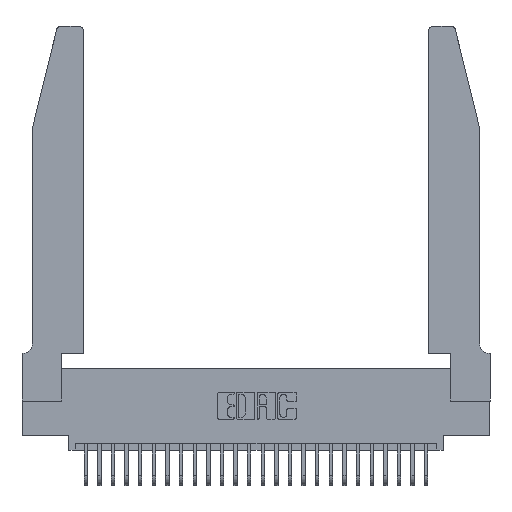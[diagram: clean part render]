
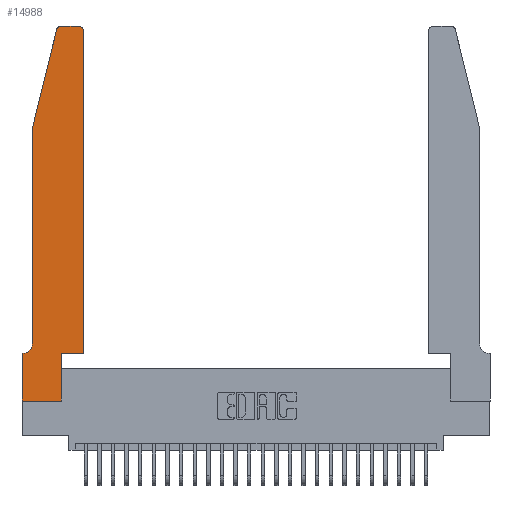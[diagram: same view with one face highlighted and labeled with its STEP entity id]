
A CAD part, top view. The second image highlights one B-rep face of the part: STEP entity #14988.
In plain terms, the highlighted planar face has unit normal (0, 0, 1).
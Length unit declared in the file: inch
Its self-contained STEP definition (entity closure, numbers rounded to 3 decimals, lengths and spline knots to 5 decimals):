
#141 = DIRECTION ( 'NONE',  ( -1., 0., 0. ) ) ;
#450 = VECTOR ( 'NONE', #18774, 39.37008 ) ;
#1467 = PLANE ( 'NONE',  #22903 ) ;
#1647 = CARTESIAN_POINT ( 'NONE',  ( 0.2865, 0.35, 0.37 ) ) ;
#1679 = ORIENTED_EDGE ( 'NONE', *, *, #14158, .T. ) ;
#2280 = EDGE_CURVE ( 'NONE', #26190, #10702, #9020, .T. ) ;
#2603 = CARTESIAN_POINT ( 'NONE',  ( 0.0755, 2., 0.37 ) ) ;
#2637 = CARTESIAN_POINT ( 'NONE',  ( 0.2865, 0.35, 0.37 ) ) ;
#2677 = CIRCLE ( 'NONE', #19306, 0.03 ) ;
#3530 = EDGE_LOOP ( 'NONE', ( #7988, #9007, #9049, #1679, #8800, #17857, #20485, #8429, #25446, #8097, #9882, #23965 ) ) ;
#3569 = DIRECTION ( 'NONE',  ( 0., 0., 1. ) ) ;
#3580 = VECTOR ( 'NONE', #5494, 39.37008 ) ;
#3741 = DIRECTION ( 'NONE',  ( 0., 1., 0. ) ) ;
#3990 = EDGE_CURVE ( 'NONE', #4675, #26190, #16772, .T. ) ;
#4675 = VERTEX_POINT ( 'NONE', #14141 ) ;
#4922 = LINE ( 'NONE', #14512, #20066 ) ;
#5012 = EDGE_CURVE ( 'NONE', #5392, #4675, #24458, .T. ) ;
#5382 = CARTESIAN_POINT ( 'NONE',  ( 0.2605, 2.75, 0.37 ) ) ;
#5392 = VERTEX_POINT ( 'NONE', #11469 ) ;
#5494 = DIRECTION ( 'NONE',  ( 0., -1., 0. ) ) ;
#5913 = VERTEX_POINT ( 'NONE', #17846 ) ;
#6144 = CARTESIAN_POINT ( 'NONE',  ( 0., 0.35, 0.37 ) ) ;
#6310 = DIRECTION ( 'NONE',  ( 1., 0., 0. ) ) ;
#7127 = CARTESIAN_POINT ( 'NONE',  ( 0., 0., 0.37 ) ) ;
#7168 = FACE_OUTER_BOUND ( 'NONE', #3530, .T. ) ;
#7402 = CARTESIAN_POINT ( 'NONE',  ( 0., 0., 0.37 ) ) ;
#7489 = AXIS2_PLACEMENT_3D ( 'NONE', #24828, #12472, #141 ) ;
#7574 = CARTESIAN_POINT ( 'NONE',  ( 0.25487, 2.72718, 0.37 ) ) ;
#7988 = ORIENTED_EDGE ( 'NONE', *, *, #17507, .T. ) ;
#8097 = ORIENTED_EDGE ( 'NONE', *, *, #9090, .T. ) ;
#8375 = CARTESIAN_POINT ( 'NONE',  ( 0.284, 2.72, 0.37 ) ) ;
#8429 = ORIENTED_EDGE ( 'NONE', *, *, #14940, .T. ) ;
#8800 = ORIENTED_EDGE ( 'NONE', *, *, #5012, .T. ) ;
#8818 = CARTESIAN_POINT ( 'NONE',  ( 0.0755, 2., 0.37 ) ) ;
#9007 = ORIENTED_EDGE ( 'NONE', *, *, #16669, .T. ) ;
#9020 = LINE ( 'NONE', #15760, #3580 ) ;
#9049 = ORIENTED_EDGE ( 'NONE', *, *, #26386, .T. ) ;
#9090 = EDGE_CURVE ( 'NONE', #21107, #14728, #4922, .T. ) ;
#9882 = ORIENTED_EDGE ( 'NONE', *, *, #11266, .T. ) ;
#10215 = LINE ( 'NONE', #26116, #26673 ) ;
#10452 = DIRECTION ( 'NONE',  ( 1., 0., 0. ) ) ;
#10702 = VERTEX_POINT ( 'NONE', #7127 ) ;
#10902 = DIRECTION ( 'NONE',  ( -0.239, -0.971, 0. ) ) ;
#11266 = EDGE_CURVE ( 'NONE', #14728, #12194, #10215, .T. ) ;
#11277 = VECTOR ( 'NONE', #21734, 39.37008 ) ;
#11469 = CARTESIAN_POINT ( 'NONE',  ( 0.0755, 0.42, 0.37 ) ) ;
#12194 = VERTEX_POINT ( 'NONE', #23554 ) ;
#12229 = DIRECTION ( 'NONE',  ( 0., 0., 1. ) ) ;
#12472 = DIRECTION ( 'NONE',  ( 0., 0., -1. ) ) ;
#12980 = LINE ( 'NONE', #1647, #17800 ) ;
#13315 = VECTOR ( 'NONE', #13632, 39.37008 ) ;
#13632 = DIRECTION ( 'NONE',  ( 1., 0., 0. ) ) ;
#13777 = DIRECTION ( 'NONE',  ( 0., 1., 0. ) ) ;
#14141 = CARTESIAN_POINT ( 'NONE',  ( 0.0055, 0.35, 0.37 ) ) ;
#14158 = EDGE_CURVE ( 'NONE', #25741, #5392, #16896, .T. ) ;
#14512 = CARTESIAN_POINT ( 'NONE',  ( 0.4505, 0.35, 0.37 ) ) ;
#14632 = VERTEX_POINT ( 'NONE', #24279 ) ;
#14652 = CARTESIAN_POINT ( 'NONE',  ( 0.0755, 2., 0.37 ) ) ;
#14728 = VERTEX_POINT ( 'NONE', #24715 ) ;
#14940 = EDGE_CURVE ( 'NONE', #10702, #5913, #24268, .T. ) ;
#14988 = ADVANCED_FACE ( 'NONE', ( #7168 ), #1467, .T. ) ;
#14992 = VERTEX_POINT ( 'NONE', #7574 ) ;
#15760 = CARTESIAN_POINT ( 'NONE',  ( 0., 0., 0.37 ) ) ;
#15876 = CARTESIAN_POINT ( 'NONE',  ( 0., 0.35, 0.37 ) ) ;
#16669 = EDGE_CURVE ( 'NONE', #24881, #14992, #2677, .T. ) ;
#16772 = LINE ( 'NONE', #19634, #11277 ) ;
#16896 = LINE ( 'NONE', #14652, #450 ) ;
#17507 = EDGE_CURVE ( 'NONE', #14632, #24881, #21646, .T. ) ;
#17800 = VECTOR ( 'NONE', #3741, 39.37008 ) ;
#17846 = CARTESIAN_POINT ( 'NONE',  ( 0.2865, 0., 0.37 ) ) ;
#17857 = ORIENTED_EDGE ( 'NONE', *, *, #3990, .T. ) ;
#17940 = DIRECTION ( 'NONE',  ( 1., 0., 0. ) ) ;
#18001 = CARTESIAN_POINT ( 'NONE',  ( 0.284, 2.75, 0.37 ) ) ;
#18774 = DIRECTION ( 'NONE',  ( 0., -1., 0. ) ) ;
#19306 = AXIS2_PLACEMENT_3D ( 'NONE', #8375, #22817, #10452 ) ;
#19545 = AXIS2_PLACEMENT_3D ( 'NONE', #24591, #12229, #26648 ) ;
#19634 = CARTESIAN_POINT ( 'NONE',  ( 0.0755, 0.35, 0.37 ) ) ;
#19916 = VECTOR ( 'NONE', #10902, 39.37008 ) ;
#20066 = VECTOR ( 'NONE', #6310, 39.37008 ) ;
#20327 = VECTOR ( 'NONE', #23939, 39.37008 ) ;
#20485 = ORIENTED_EDGE ( 'NONE', *, *, #2280, .T. ) ;
#20875 = EDGE_CURVE ( 'NONE', #12194, #14632, #22760, .T. ) ;
#21107 = VERTEX_POINT ( 'NONE', #2637 ) ;
#21646 = LINE ( 'NONE', #5382, #20327 ) ;
#21734 = DIRECTION ( 'NONE',  ( -1., 0., 0. ) ) ;
#22749 = EDGE_CURVE ( 'NONE', #5913, #21107, #12980, .T. ) ;
#22760 = CIRCLE ( 'NONE', #19545, 0.03 ) ;
#22817 = DIRECTION ( 'NONE',  ( 0., 0., 1. ) ) ;
#22903 = AXIS2_PLACEMENT_3D ( 'NONE', #15876, #3569, #17940 ) ;
#23554 = CARTESIAN_POINT ( 'NONE',  ( 0.4505, 2.72, 0.37 ) ) ;
#23939 = DIRECTION ( 'NONE',  ( -1., 0., 0. ) ) ;
#23965 = ORIENTED_EDGE ( 'NONE', *, *, #20875, .T. ) ;
#24268 = LINE ( 'NONE', #7402, #13315 ) ;
#24279 = CARTESIAN_POINT ( 'NONE',  ( 0.4205, 2.75, 0.37 ) ) ;
#24458 = CIRCLE ( 'NONE', #7489, 0.07 ) ;
#24591 = CARTESIAN_POINT ( 'NONE',  ( 0.4205, 2.72, 0.37 ) ) ;
#24715 = CARTESIAN_POINT ( 'NONE',  ( 0.4505, 0.35, 0.37 ) ) ;
#24828 = CARTESIAN_POINT ( 'NONE',  ( 0.0055, 0.42, 0.37 ) ) ;
#24881 = VERTEX_POINT ( 'NONE', #18001 ) ;
#25446 = ORIENTED_EDGE ( 'NONE', *, *, #22749, .T. ) ;
#25673 = LINE ( 'NONE', #8818, #19916 ) ;
#25741 = VERTEX_POINT ( 'NONE', #2603 ) ;
#26116 = CARTESIAN_POINT ( 'NONE',  ( 0.4505, 0.35, 0.37 ) ) ;
#26190 = VERTEX_POINT ( 'NONE', #6144 ) ;
#26386 = EDGE_CURVE ( 'NONE', #14992, #25741, #25673, .T. ) ;
#26648 = DIRECTION ( 'NONE',  ( 1., 0., 0. ) ) ;
#26673 = VECTOR ( 'NONE', #13777, 39.37008 ) ;
